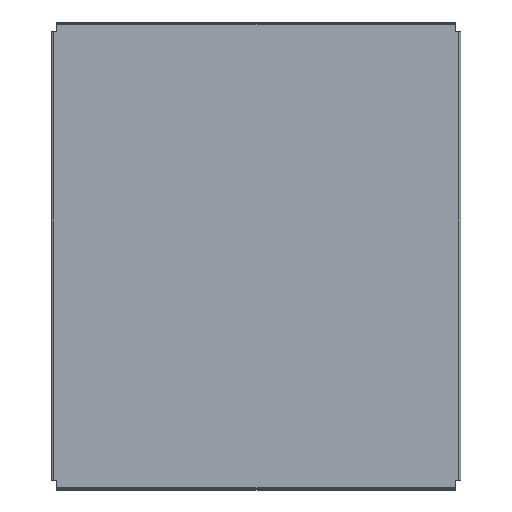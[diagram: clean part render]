
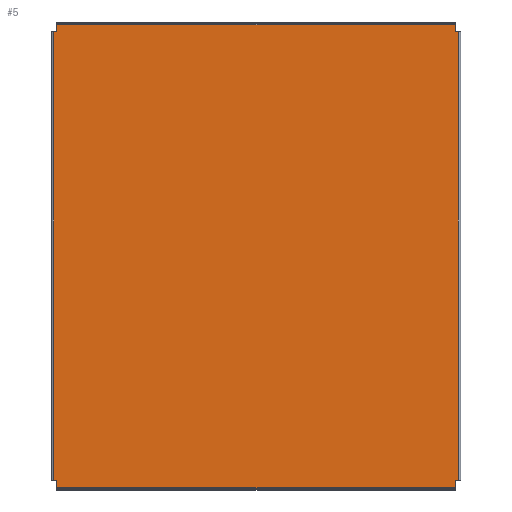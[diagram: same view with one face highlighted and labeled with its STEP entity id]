
A CAD part, top view. The second image highlights one B-rep face of the part: STEP entity #5.
In plain terms, the highlighted planar face has unit normal (0, 0, 1).
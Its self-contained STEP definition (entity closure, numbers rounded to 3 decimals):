
#5 = ADVANCED_FACE ( 'NONE', ( #2351 ), #1856, .T. ) ;
#205 = EDGE_CURVE ( 'NONE', #2791, #2678, #1082, .T. ) ;
#206 = EDGE_CURVE ( 'NONE', #2791, #2715, #1092, .T. ) ;
#207 = EDGE_CURVE ( 'NONE', #2411, #2715, #1080, .T. ) ;
#208 = EDGE_CURVE ( 'NONE', #2753, #2411, #1076, .T. ) ;
#209 = EDGE_CURVE ( 'NONE', #2526, #2753, #1074, .T. ) ;
#210 = EDGE_CURVE ( 'NONE', #2526, #2829, #1072, .T. ) ;
#211 = EDGE_CURVE ( 'NONE', #2564, #2829, #1070, .T. ) ;
#212 = EDGE_CURVE ( 'NONE', #2564, #2906, #1068, .T. ) ;
#213 = EDGE_CURVE ( 'NONE', #2450, #2906, #1078, .T. ) ;
#214 = EDGE_CURVE ( 'NONE', #2488, #2450, #1064, .T. ) ;
#215 = EDGE_CURVE ( 'NONE', #2716, #2488, #1062, .T. ) ;
#216 = EDGE_CURVE ( 'NONE', #2716, #2678, #1060, .T. ) ;
#359 = AXIS2_PLACEMENT_3D ( 'NONE', #1846, #1854, #1852 ) ;
#1057 = VECTOR ( 'NONE', #1916, 1000. ) ;
#1059 = VECTOR ( 'NONE', #1922, 1000. ) ;
#1060 = LINE ( 'NONE', #1918, #1057 ) ;
#1061 = VECTOR ( 'NONE', #1910, 1000. ) ;
#1062 = LINE ( 'NONE', #1927, #1059 ) ;
#1063 = VECTOR ( 'NONE', #1930, 1000. ) ;
#1064 = LINE ( 'NONE', #1928, #1061 ) ;
#1065 = VECTOR ( 'NONE', #1975, 1000. ) ;
#1067 = VECTOR ( 'NONE', #1938, 1000. ) ;
#1068 = LINE ( 'NONE', #1941, #1065 ) ;
#1069 = VECTOR ( 'NONE', #1942, 1000. ) ;
#1070 = LINE ( 'NONE', #1951, #1067 ) ;
#1071 = VECTOR ( 'NONE', #2011, 1000. ) ;
#1072 = LINE ( 'NONE', #1944, #1069 ) ;
#1073 = VECTOR ( 'NONE', #1948, 1000. ) ;
#1074 = LINE ( 'NONE', #1943, #1071 ) ;
#1075 = VECTOR ( 'NONE', #1952, 1000. ) ;
#1076 = LINE ( 'NONE', #1949, #1073 ) ;
#1077 = VECTOR ( 'NONE', #1961, 1000. ) ;
#1078 = LINE ( 'NONE', #1964, #1063 ) ;
#1079 = VECTOR ( 'NONE', #1963, 1000. ) ;
#1080 = LINE ( 'NONE', #1991, #1075 ) ;
#1082 = LINE ( 'NONE', #1969, #1079 ) ;
#1092 = LINE ( 'NONE', #2015, #1077 ) ;
#1413 = CARTESIAN_POINT ( 'NONE',  ( 246., 272.5, 2. ) ) ;
#1418 = CARTESIAN_POINT ( 'NONE',  ( -246., 272.5, 2. ) ) ;
#1421 = CARTESIAN_POINT ( 'NONE',  ( 242., 281.5, 2. ) ) ;
#1438 = CARTESIAN_POINT ( 'NONE',  ( 242., -281.5, 2. ) ) ;
#1449 = CARTESIAN_POINT ( 'NONE',  ( 246., -272.5, 2. ) ) ;
#1461 = CARTESIAN_POINT ( 'NONE',  ( -242., 281.5, 2. ) ) ;
#1466 = CARTESIAN_POINT ( 'NONE',  ( 242., -272.5, 2. ) ) ;
#1473 = CARTESIAN_POINT ( 'NONE',  ( -246., -272.5, 2. ) ) ;
#1488 = CARTESIAN_POINT ( 'NONE',  ( -242., -272.5, 2. ) ) ;
#1491 = CARTESIAN_POINT ( 'NONE',  ( -242., 272.5, 2. ) ) ;
#1532 = CARTESIAN_POINT ( 'NONE',  ( 242., 272.5, 2. ) ) ;
#1618 = CARTESIAN_POINT ( 'NONE',  ( -242., -281.5, 2. ) ) ;
#1846 = CARTESIAN_POINT ( 'NONE',  ( -242., -282.5, 2. ) ) ;
#1852 = DIRECTION ( 'NONE',  ( 1., 0., 0. ) ) ;
#1854 = DIRECTION ( 'NONE',  ( 0., 0., 1. ) ) ;
#1856 = PLANE ( 'NONE',  #359 ) ;
#1910 = DIRECTION ( 'NONE',  ( 1., 0., 0. ) ) ;
#1916 = DIRECTION ( 'NONE',  ( 1., 0., 0. ) ) ;
#1918 = CARTESIAN_POINT ( 'NONE',  ( -247., 272.5, 2. ) ) ;
#1922 = DIRECTION ( 'NONE',  ( 0., -1., 0. ) ) ;
#1927 = CARTESIAN_POINT ( 'NONE',  ( -246., 272.5, 2. ) ) ;
#1928 = CARTESIAN_POINT ( 'NONE',  ( -247., -272.5, 2. ) ) ;
#1930 = DIRECTION ( 'NONE',  ( 0., -1., 0. ) ) ;
#1938 = DIRECTION ( 'NONE',  ( 0., 1., 0. ) ) ;
#1941 = CARTESIAN_POINT ( 'NONE',  ( 242., -281.5, 2. ) ) ;
#1942 = DIRECTION ( 'NONE',  ( -1., 0., 0. ) ) ;
#1943 = CARTESIAN_POINT ( 'NONE',  ( 246., -272.5, 2. ) ) ;
#1944 = CARTESIAN_POINT ( 'NONE',  ( 247., -272.5, 2. ) ) ;
#1948 = DIRECTION ( 'NONE',  ( -1., 0., 0. ) ) ;
#1949 = CARTESIAN_POINT ( 'NONE',  ( 247., 272.5, 2. ) ) ;
#1951 = CARTESIAN_POINT ( 'NONE',  ( 242., 282.5, 2. ) ) ;
#1952 = DIRECTION ( 'NONE',  ( 0., 1., 0. ) ) ;
#1961 = DIRECTION ( 'NONE',  ( 1., 0., 0. ) ) ;
#1963 = DIRECTION ( 'NONE',  ( 0., -1., 0. ) ) ;
#1964 = CARTESIAN_POINT ( 'NONE',  ( -242., 282.5, 2. ) ) ;
#1969 = CARTESIAN_POINT ( 'NONE',  ( -242., 282.5, 2. ) ) ;
#1975 = DIRECTION ( 'NONE',  ( -1., 0., 0. ) ) ;
#1991 = CARTESIAN_POINT ( 'NONE',  ( 242., 282.5, 2. ) ) ;
#2011 = DIRECTION ( 'NONE',  ( 0., 1., 0. ) ) ;
#2015 = CARTESIAN_POINT ( 'NONE',  ( -242., 281.5, 2. ) ) ;
#2351 = FACE_OUTER_BOUND ( 'NONE', #2882, .T. ) ;
#2411 = VERTEX_POINT ( 'NONE', #1532 ) ;
#2436 = ORIENTED_EDGE ( 'NONE', *, *, #214, .T. ) ;
#2450 = VERTEX_POINT ( 'NONE', #1488 ) ;
#2475 = ORIENTED_EDGE ( 'NONE', *, *, #209, .T. ) ;
#2488 = VERTEX_POINT ( 'NONE', #1473 ) ;
#2513 = ORIENTED_EDGE ( 'NONE', *, *, #208, .T. ) ;
#2526 = VERTEX_POINT ( 'NONE', #1449 ) ;
#2551 = ORIENTED_EDGE ( 'NONE', *, *, #207, .T. ) ;
#2564 = VERTEX_POINT ( 'NONE', #1438 ) ;
#2589 = ORIENTED_EDGE ( 'NONE', *, *, #206, .F. ) ;
#2627 = ORIENTED_EDGE ( 'NONE', *, *, #205, .T. ) ;
#2678 = VERTEX_POINT ( 'NONE', #1491 ) ;
#2702 = ORIENTED_EDGE ( 'NONE', *, *, #216, .F. ) ;
#2715 = VERTEX_POINT ( 'NONE', #1421 ) ;
#2716 = VERTEX_POINT ( 'NONE', #1418 ) ;
#2740 = ORIENTED_EDGE ( 'NONE', *, *, #215, .T. ) ;
#2753 = VERTEX_POINT ( 'NONE', #1413 ) ;
#2778 = ORIENTED_EDGE ( 'NONE', *, *, #213, .T. ) ;
#2791 = VERTEX_POINT ( 'NONE', #1461 ) ;
#2816 = ORIENTED_EDGE ( 'NONE', *, *, #212, .F. ) ;
#2829 = VERTEX_POINT ( 'NONE', #1466 ) ;
#2854 = ORIENTED_EDGE ( 'NONE', *, *, #211, .T. ) ;
#2882 = EDGE_LOOP ( 'NONE', ( #2702, #2740, #2436, #2778, #2816, #2854, #2893, #2475, #2513, #2551, #2589, #2627 ) ) ;
#2893 = ORIENTED_EDGE ( 'NONE', *, *, #210, .F. ) ;
#2906 = VERTEX_POINT ( 'NONE', #1618 ) ;
